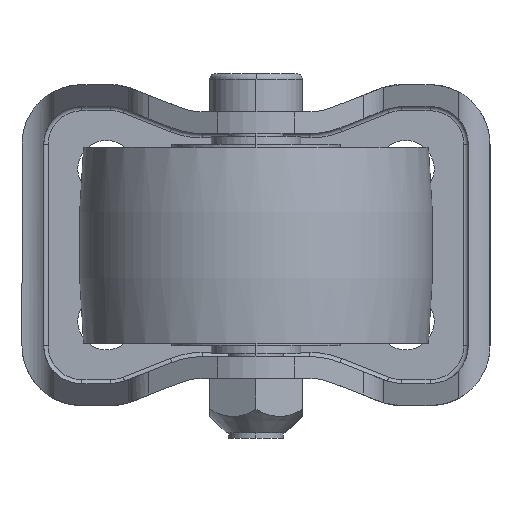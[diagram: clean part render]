
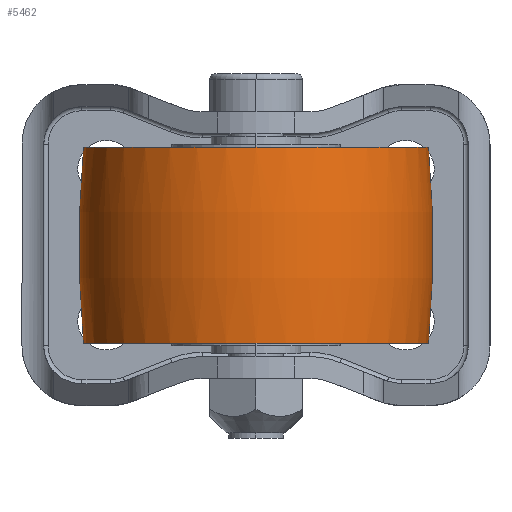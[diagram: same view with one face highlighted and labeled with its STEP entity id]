
A CAD part, front view. The second image highlights one B-rep face of the part: STEP entity #5462.
In plain terms, the highlighted toroidal (fillet/blend) face has major radius 167.5 mm and minor radius 200 mm.
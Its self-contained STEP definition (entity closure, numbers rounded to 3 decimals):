
#1446 = DIRECTION ( 'NONE',  ( 0., 0., -1. ) ) ;
#1447 = DIRECTION ( 'NONE',  ( 0., -1., 0. ) ) ;
#1448 = CARTESIAN_POINT ( 'NONE',  ( -167.5, 0., 0. ) ) ;
#1449 = AXIS2_PLACEMENT_3D ( 'NONE', #1448, #1447, #1446 ) ;
#1457 = CIRCLE ( 'NONE', #1449, 200. ) ;
#1525 = ORIENTED_EDGE ( 'NONE', *, *, #1549, .T. ) ;
#1547 = ORIENTED_EDGE ( 'NONE', *, *, #5312, .F. ) ;
#1549 = EDGE_CURVE ( 'NONE', #5304, #1583, #1457, .T. ) ;
#1560 = ORIENTED_EDGE ( 'NONE', *, *, #1633, .T. ) ;
#1561 = EDGE_LOOP ( 'NONE', ( #1547, #1560, #1525, #5463 ) ) ;
#1572 = VERTEX_POINT ( 'NONE', #2088 ) ;
#1583 = VERTEX_POINT ( 'NONE', #2108 ) ;
#1584 = EDGE_CURVE ( 'NONE', #5305, #1583, #2097, .T. ) ;
#1633 = EDGE_CURVE ( 'NONE', #1572, #5304, #2184, .T. ) ;
#2088 = CARTESIAN_POINT ( 'NONE',  ( -31.688, 0., -18. ) ) ;
#2094 = DIRECTION ( 'NONE',  ( 1., 0., 0. ) ) ;
#2095 = DIRECTION ( 'NONE',  ( 0., 0., 1. ) ) ;
#2096 = CARTESIAN_POINT ( 'NONE',  ( 0., 0., 18. ) ) ;
#2097 = CIRCLE ( 'NONE', #2115, 31.688 ) ;
#2108 = CARTESIAN_POINT ( 'NONE',  ( 31.688, 0., 18. ) ) ;
#2115 = AXIS2_PLACEMENT_3D ( 'NONE', #2096, #2095, #2094 ) ;
#2184 = CIRCLE ( 'NONE', #2197, 31.688 ) ;
#2190 = CARTESIAN_POINT ( 'NONE',  ( 0., 0., -18. ) ) ;
#2197 = AXIS2_PLACEMENT_3D ( 'NONE', #2190, #2237, #2236 ) ;
#2236 = DIRECTION ( 'NONE',  ( 1., 0., 0. ) ) ;
#2237 = DIRECTION ( 'NONE',  ( 0., 0., 1. ) ) ;
#4021 = CIRCLE ( 'NONE', #4031, 200. ) ;
#4023 = DIRECTION ( 'NONE',  ( -1., 0., 0. ) ) ;
#4024 = DIRECTION ( 'NONE',  ( 0., 1., 0. ) ) ;
#4025 = CARTESIAN_POINT ( 'NONE',  ( 167.5, 0., 0. ) ) ;
#4031 = AXIS2_PLACEMENT_3D ( 'NONE', #4025, #4024, #4023 ) ;
#4035 = CARTESIAN_POINT ( 'NONE',  ( 31.688, 0., -18. ) ) ;
#4046 = CARTESIAN_POINT ( 'NONE',  ( -31.688, 0., 18. ) ) ;
#4335 = FACE_OUTER_BOUND ( 'NONE', #1561, .T. ) ;
#4362 = DIRECTION ( 'NONE',  ( 1., 0., 0. ) ) ;
#4365 = CARTESIAN_POINT ( 'NONE',  ( 0., 0., 0. ) ) ;
#4371 = DIRECTION ( 'NONE',  ( 0., 0., 1. ) ) ;
#4374 = TOROIDAL_SURFACE ( 'NONE', #4375, -167.5, 200. ) ;
#4375 = AXIS2_PLACEMENT_3D ( 'NONE', #4365, #4371, #4362 ) ;
#5304 = VERTEX_POINT ( 'NONE', #4035 ) ;
#5305 = VERTEX_POINT ( 'NONE', #4046 ) ;
#5312 = EDGE_CURVE ( 'NONE', #1572, #5305, #4021, .T. ) ;
#5462 = ADVANCED_FACE ( 'NONE', ( #4335 ), #4374, .T. ) ;
#5463 = ORIENTED_EDGE ( 'NONE', *, *, #1584, .F. ) ;
